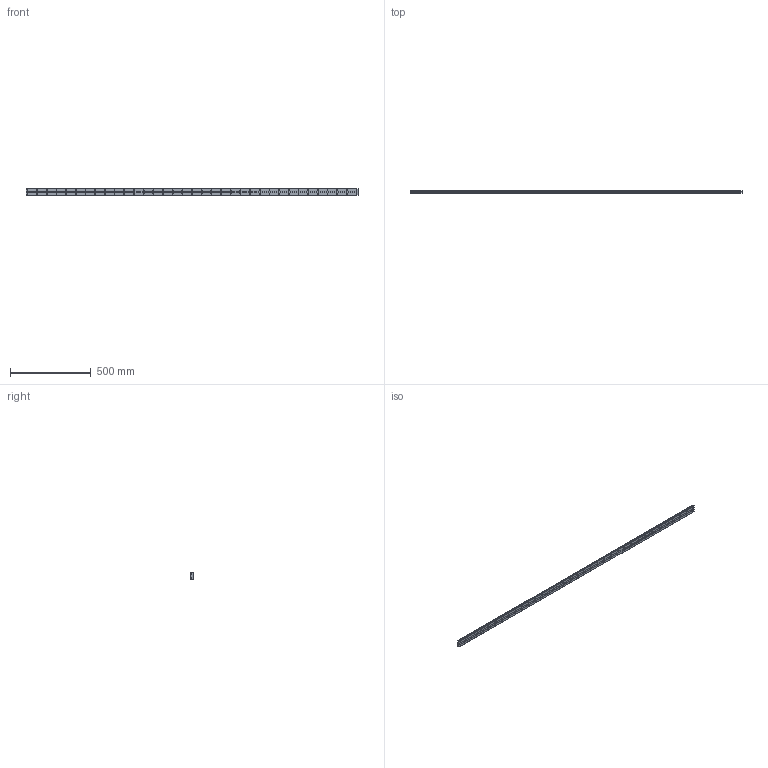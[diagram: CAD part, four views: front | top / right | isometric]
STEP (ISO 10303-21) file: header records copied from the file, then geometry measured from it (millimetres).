
FILE_DESCRIPTION (( 'STEP AP214' ), '1' );
FILE_NAME ('HRW27CA1SS-2060L_G10_0_B-M6F_993-6_0_0_0_1.STEP', '2021-07-06T10:40:41', ( '' ), ( '' ), 'SwSTEP 2.0', 'SolidWorks 2021', '' );
FILE_SCHEMA (( 'AUTOMOTIVE_DESIGN' ));
Length unit declared in the file: millimetre
Products named in the file (2): HRW27CA1SS-2060L_G10_0_B-M6F_993-6_0_0_0_1; _HRW27CA206010 Track
Assembly tree (1 placements, depth 2):
  HRW27CA1SS-2060L_G10_0_B-M6F_993-6_0_0_0_1
    _HRW27CA206010 Track
Bounding box: 2060 x 15 x 42 mm (x, y, z)
Volume: 1149622.9 mm3; surface area: 258763.7 mm2
Topology: 1 solids, 1 shells, 385 faces, 939 edges, 626 vertices
Faces by surface type: cylinder 285, plane 100
Entity records: 11969 total; most frequent: DIRECTION 2287, CARTESIAN_POINT 1954, ORIENTED_EDGE 1878, AXIS2_PLACEMENT_3D 959, EDGE_CURVE 939, VERTEX_POINT 626, EDGE_LOOP 595, CIRCLE 570
